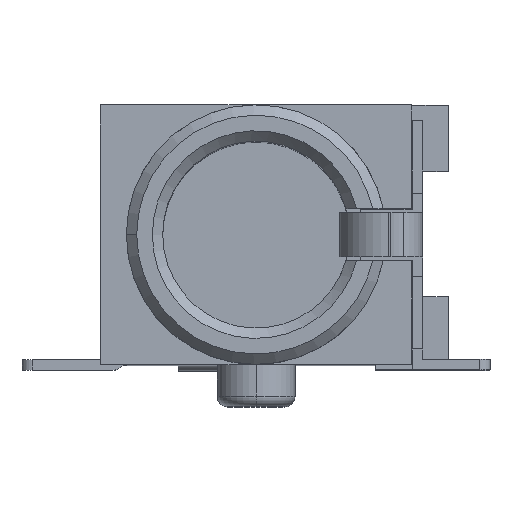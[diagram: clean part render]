
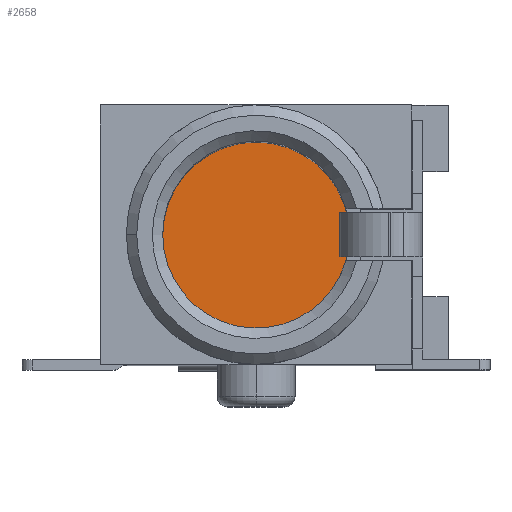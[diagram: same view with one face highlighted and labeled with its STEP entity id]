
A CAD part, top view. The second image highlights one B-rep face of the part: STEP entity #2658.
In plain terms, the highlighted planar face has unit normal (0, 0, 1).
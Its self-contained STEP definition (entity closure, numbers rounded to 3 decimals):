
#23 = DIRECTION ( 'NONE',  ( 0., 0., 1. ) ) ;
#100 = VERTEX_POINT ( 'NONE', #2271 ) ;
#315 = FACE_OUTER_BOUND ( 'NONE', #1382, .T. ) ;
#680 = CARTESIAN_POINT ( 'NONE',  ( 0., 2.5, -0.75 ) ) ;
#855 = VERTEX_POINT ( 'NONE', #917 ) ;
#917 = CARTESIAN_POINT ( 'NONE',  ( -1.8, 2.5, -0.75 ) ) ;
#950 = PLANE ( 'NONE',  #1978 ) ;
#1382 = EDGE_LOOP ( 'NONE', ( #1446, #2538 ) ) ;
#1446 = ORIENTED_EDGE ( 'NONE', *, *, #2392, .T. ) ;
#1959 = EDGE_CURVE ( 'NONE', #855, #100, #4359, .T. ) ;
#1978 = AXIS2_PLACEMENT_3D ( 'NONE', #3342, #7007, #7517 ) ;
#2271 = CARTESIAN_POINT ( 'NONE',  ( 1.8, 2.5, -0.75 ) ) ;
#2342 = DIRECTION ( 'NONE',  ( 0., 0., 1. ) ) ;
#2351 = AXIS2_PLACEMENT_3D ( 'NONE', #680, #23, #6041 ) ;
#2392 = EDGE_CURVE ( 'NONE', #100, #855, #6467, .T. ) ;
#2538 = ORIENTED_EDGE ( 'NONE', *, *, #1959, .T. ) ;
#2658 = ADVANCED_FACE ( 'NONE', ( #315 ), #950, .T. ) ;
#3342 = CARTESIAN_POINT ( 'NONE',  ( 0., 2.5, -0.75 ) ) ;
#4359 = CIRCLE ( 'NONE', #7627, 1.8 ) ;
#4869 = DIRECTION ( 'NONE',  ( 1., 0., 0. ) ) ;
#6041 = DIRECTION ( 'NONE',  ( 1., 0., 0. ) ) ;
#6467 = CIRCLE ( 'NONE', #2351, 1.8 ) ;
#7007 = DIRECTION ( 'NONE',  ( 0., 0., 1. ) ) ;
#7145 = CARTESIAN_POINT ( 'NONE',  ( 0., 2.5, -0.75 ) ) ;
#7517 = DIRECTION ( 'NONE',  ( 1., 0., 0. ) ) ;
#7627 = AXIS2_PLACEMENT_3D ( 'NONE', #7145, #2342, #4869 ) ;
